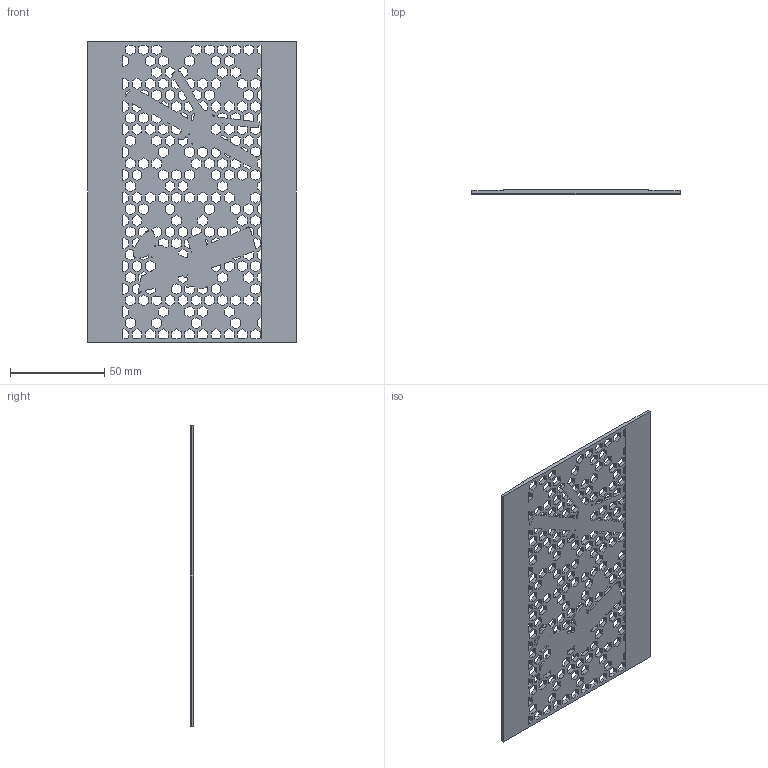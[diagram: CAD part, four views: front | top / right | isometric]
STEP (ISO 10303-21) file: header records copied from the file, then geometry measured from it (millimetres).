
FILE_DESCRIPTION(/* description */ (''),/* implementation_level */ '2;1');
FILE_NAME(/* name */ 'Ypanel 3u.2 v1.step',/* time_stamp */ '2025-05-22T09:04:44+03:00',/* author */ (''),/* organization */ (''),/* preprocessor_version */ 'ST-DEVELOPER v20.1',/* originating_system */ 'Autodesk Translation Framework v14.4.0.0',/* authorisation */ '');
FILE_SCHEMA (('AUTOMOTIVE_DESIGN { 1 0 10303 214 3 1 1 }'));
Length unit declared in the file: millimetre
Products named in the file (1): Ypanel 3u.2
Bounding box: 111 x 2.1 x 160 mm (x, y, z)
Volume: 26467.6 mm3; surface area: 36321.8 mm2
Topology: 1 solids, 1 shells, 1456 faces, 4311 edges, 2857 vertices
Faces by surface type: plane 1210, bspline 244, cylinder 2
Entity records: 52033 total; most frequent: CARTESIAN_POINT 14200, ORIENTED_EDGE 8622, DIRECTION 6258, EDGE_CURVE 4311, LINE 3824, VECTOR 3824, VERTEX_POINT 2857, EDGE_LOOP 1864
